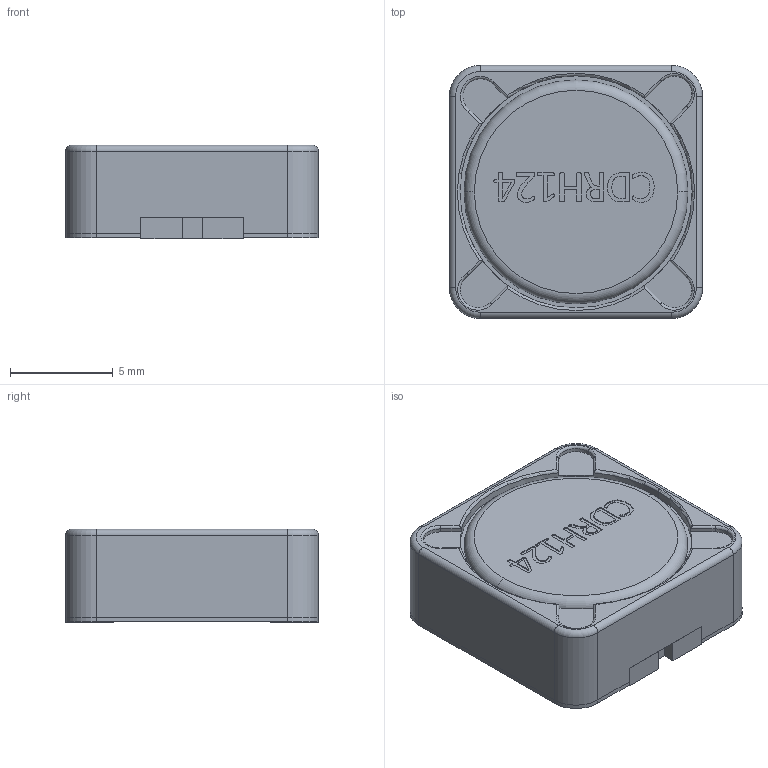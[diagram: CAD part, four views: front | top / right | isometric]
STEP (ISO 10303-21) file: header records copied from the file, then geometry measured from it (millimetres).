
FILE_DESCRIPTION (( 'STEP AP214' ), '1' );
FILE_NAME ('User Library-CDRH124_Sumida.STEP', '2020-12-26T23:00:38', ( '' ), ( '' ), 'SwSTEP 2.0', 'SolidWorks 2020', '' );
FILE_SCHEMA (( 'AUTOMOTIVE_DESIGN' ));
Length unit declared in the file: millimetre
Products named in the file (1): User Library-CDRH124_Sumida
Bounding box: 12.3 x 12.3 x 4.55 mm (x, y, z)
Volume: 661.9 mm3; surface area: 872.6 mm2
Topology: 4 solids, 4 shells, 227 faces, 594 edges, 387 vertices
Faces by surface type: plane 117, bspline 65, cylinder 28, torus 17
Entity records: 11374 total; most frequent: CARTESIAN_POINT 4598, ORIENTED_EDGE 1188, DIRECTION 858, EDGE_CURVE 594, VERTEX_POINT 387, LINE 376, VECTOR 376, AXIS2_PLACEMENT_3D 241
